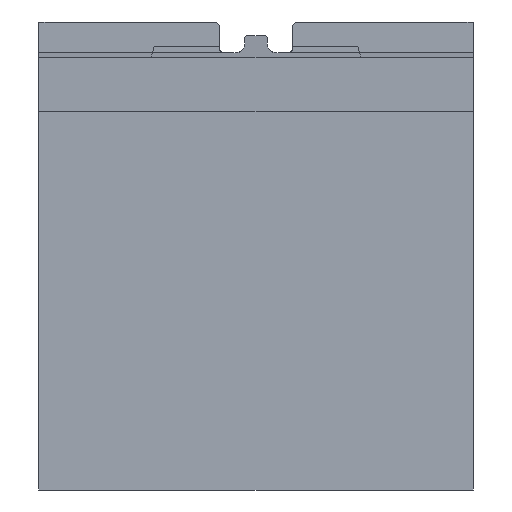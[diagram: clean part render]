
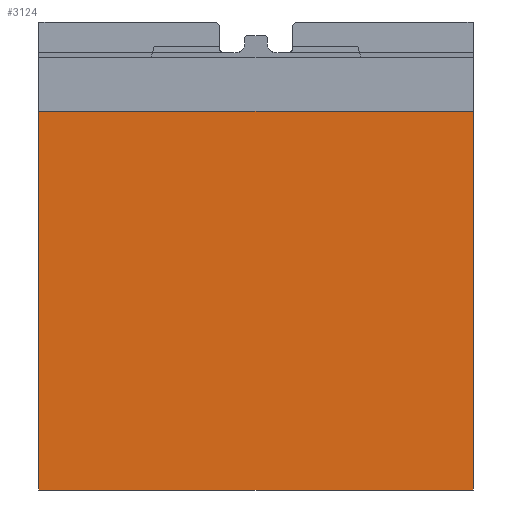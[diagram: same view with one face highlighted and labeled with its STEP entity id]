
A CAD part, front view. The second image highlights one B-rep face of the part: STEP entity #3124.
In plain terms, the highlighted planar face has unit normal (0, -1, 0).
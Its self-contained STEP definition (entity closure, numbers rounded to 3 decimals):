
#2166=CARTESIAN_POINT('Vertex',(-19.175,-16.25,-37.65)) ;
#2180=CARTESIAN_POINT('Vertex',(19.175,-16.25,-37.65)) ;
#2183=CARTESIAN_POINT('Line Origine',(0.,-16.25,-37.65)) ;
#3094=CARTESIAN_POINT('Axis2P3D Location',(0.,-16.25,-1.)) ;
#3099=CARTESIAN_POINT('Line Origine',(0.,-16.25,-4.175)) ;
#3103=CARTESIAN_POINT('Vertex',(19.175,-16.25,-4.175)) ;
#3105=CARTESIAN_POINT('Vertex',(-19.175,-16.25,-4.175)) ;
#3108=CARTESIAN_POINT('Line Origine',(-19.175,-16.25,-20.913)) ;
#3113=CARTESIAN_POINT('Line Origine',(19.175,-16.25,-20.913)) ;
#2184=DIRECTION('Vector Direction',(1.,0.,0.)) ;
#3095=DIRECTION('Axis2P3D Direction',(0.,1.,0.)) ;
#3096=DIRECTION('Axis2P3D XDirection',(0.,0.,1.)) ;
#3100=DIRECTION('Vector Direction',(-1.,0.,0.)) ;
#3109=DIRECTION('Vector Direction',(0.,0.,-1.)) ;
#3114=DIRECTION('Vector Direction',(0.,0.,-1.)) ;
#3097=AXIS2_PLACEMENT_3D('Plane Axis2P3D',#3094,#3095,#3096) ;
#3119=ORIENTED_EDGE('',*,*,#3107,.T.) ;
#3120=ORIENTED_EDGE('',*,*,#3112,.T.) ;
#3121=ORIENTED_EDGE('',*,*,#2187,.T.) ;
#3122=ORIENTED_EDGE('',*,*,#3117,.F.) ;
#2185=VECTOR('Line Direction',#2184,1.) ;
#3101=VECTOR('Line Direction',#3100,1.) ;
#3110=VECTOR('Line Direction',#3109,1.) ;
#3115=VECTOR('Line Direction',#3114,1.) ;
#3124=ADVANCED_FACE('PartBody',(#3123),#3098,.F.) ;
#2187=EDGE_CURVE('',#2167,#2181,#2186,.T.) ;
#3107=EDGE_CURVE('',#3104,#3106,#3102,.T.) ;
#3112=EDGE_CURVE('',#3106,#2167,#3111,.T.) ;
#3117=EDGE_CURVE('',#3104,#2181,#3116,.T.) ;
#3118=EDGE_LOOP('',(#3119,#3120,#3121,#3122)) ;
#3123=FACE_OUTER_BOUND('',#3118,.T.) ;
#2186=LINE('Line',#2183,#2185) ;
#3102=LINE('Line',#3099,#3101) ;
#3111=LINE('Line',#3108,#3110) ;
#3116=LINE('Line',#3113,#3115) ;
#3098=PLANE('Plane',#3097) ;
#2167=VERTEX_POINT('',#2166) ;
#2181=VERTEX_POINT('',#2180) ;
#3104=VERTEX_POINT('',#3103) ;
#3106=VERTEX_POINT('',#3105) ;
